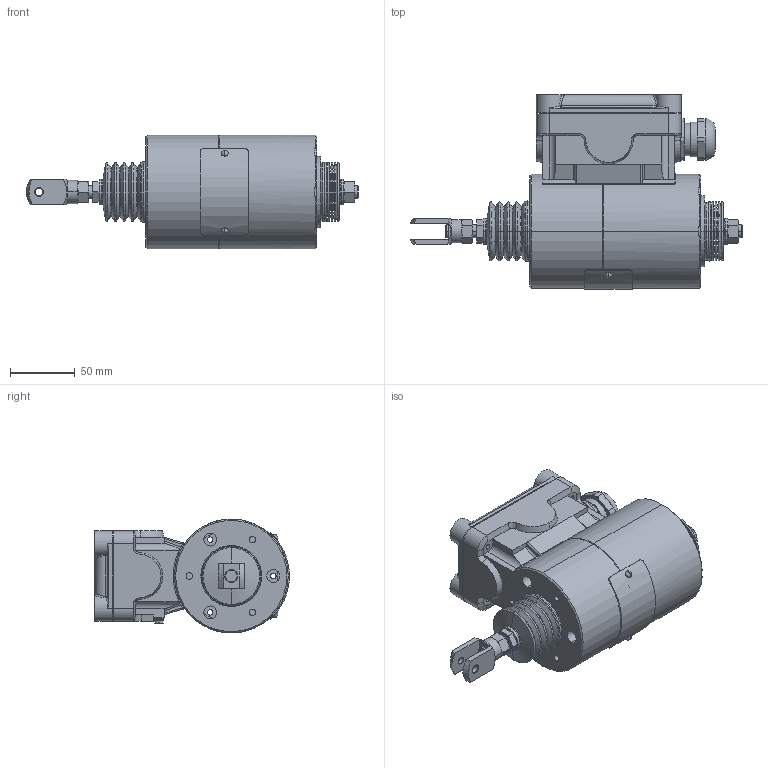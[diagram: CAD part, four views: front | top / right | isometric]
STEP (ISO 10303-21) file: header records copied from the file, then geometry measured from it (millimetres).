
FILE_DESCRIPTION (( 'STEP AP214' ), '1' );
FILE_NAME ('Gleichstrom-Hubmagnet-EX-41090068-external.STEP', '2021-10-12T12:25:58', ( '' ), ( '' ), 'SwSTEP 2.0', 'SolidWorks 2018', '' );
FILE_SCHEMA (( 'AUTOMOTIVE_DESIGN' ));
Length unit declared in the file: millimetre
Products named in the file (1): Gleichstrom-Hubmagnet-EX-41090068-external
Bounding box: 256.7 x 150.43 x 88 mm (x, y, z)
Surface area: 132490.5 mm2 (no closed solid volume)
Topology: 0 solids, 32 shells, 517 faces, 1464 edges, 971 vertices
Faces by surface type: plane 162, cylinder 136, cone 119, torus 68, bspline 20, sphere 12
Entity records: 25159 total; most frequent: CARTESIAN_POINT 6352, DIRECTION 2828, ORIENTED_EDGE 2500, EDGE_CURVE 1456, AXIS2_PLACEMENT_3D 1135, VERTEX_POINT 967, CIRCLE 637, EDGE_LOOP 593
